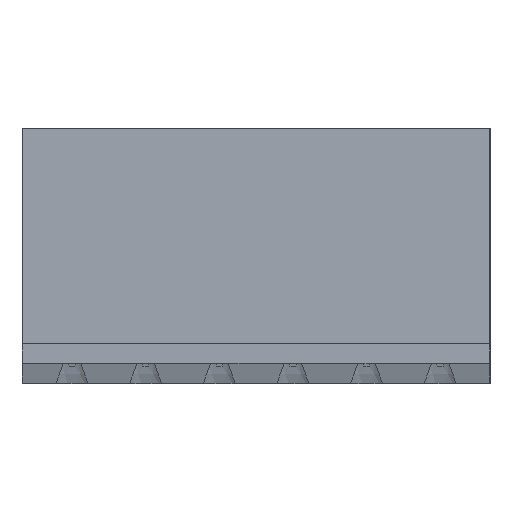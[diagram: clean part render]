
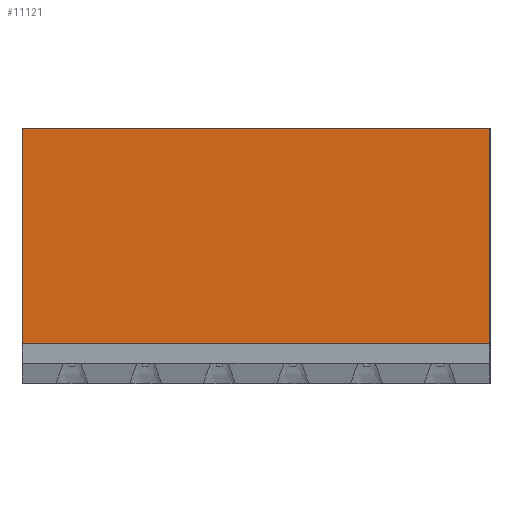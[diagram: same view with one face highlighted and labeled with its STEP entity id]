
A CAD part, top view. The second image highlights one B-rep face of the part: STEP entity #11121.
In plain terms, the highlighted planar face has unit normal (0, 0, 1).
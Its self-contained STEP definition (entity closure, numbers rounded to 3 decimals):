
#72 = CARTESIAN_POINT ( 'NONE',  ( 20.32, 0., 9.8 ) ) ;
#97 = CARTESIAN_POINT ( 'NONE',  ( 16.14, 0., 9.8 ) ) ;
#231 = EDGE_CURVE ( 'NONE', #1499, #9639, #18652, .T. ) ;
#1403 = VECTOR ( 'NONE', #1523, 1000. ) ;
#1499 = VERTEX_POINT ( 'NONE', #24375 ) ;
#1523 = DIRECTION ( 'NONE',  ( 0., 1., 0. ) ) ;
#2218 = DIRECTION ( 'NONE',  ( 0., -1., 0. ) ) ;
#3142 = DIRECTION ( 'NONE',  ( -1., 0., 0. ) ) ;
#3526 = EDGE_CURVE ( 'NONE', #1499, #11921, #5485, .T. ) ;
#3577 = VECTOR ( 'NONE', #17230, 1000. ) ;
#5203 = CARTESIAN_POINT ( 'NONE',  ( -16.14, 0., 9.8 ) ) ;
#5485 = LINE ( 'NONE', #15141, #20755 ) ;
#6191 = EDGE_CURVE ( 'NONE', #9639, #21963, #11944, .T. ) ;
#6378 = ORIENTED_EDGE ( 'NONE', *, *, #231, .T. ) ;
#7065 = CARTESIAN_POINT ( 'NONE',  ( -16.14, -14.876, 9.8 ) ) ;
#7679 = CARTESIAN_POINT ( 'NONE',  ( -16.14, -17.6, 9.8 ) ) ;
#8060 = DIRECTION ( 'NONE',  ( -1., 0., 0. ) ) ;
#8327 = ORIENTED_EDGE ( 'NONE', *, *, #3526, .F. ) ;
#9054 = ORIENTED_EDGE ( 'NONE', *, *, #20574, .F. ) ;
#9278 = VECTOR ( 'NONE', #8060, 1000. ) ;
#9639 = VERTEX_POINT ( 'NONE', #97 ) ;
#11121 = ADVANCED_FACE ( 'NONE', ( #22015 ), #20209, .F. ) ;
#11921 = VERTEX_POINT ( 'NONE', #7065 ) ;
#11944 = LINE ( 'NONE', #72, #9278 ) ;
#12548 = CARTESIAN_POINT ( 'NONE',  ( 20.32, -17.6, 9.8 ) ) ;
#14721 = EDGE_LOOP ( 'NONE', ( #9054, #8327, #6378, #17253 ) ) ;
#15141 = CARTESIAN_POINT ( 'NONE',  ( 23.089, -14.876, 9.8 ) ) ;
#16074 = DIRECTION ( 'NONE',  ( 0., 0., -1. ) ) ;
#17230 = DIRECTION ( 'NONE',  ( 0., 1., 0. ) ) ;
#17253 = ORIENTED_EDGE ( 'NONE', *, *, #6191, .T. ) ;
#17568 = LINE ( 'NONE', #7679, #1403 ) ;
#17734 = AXIS2_PLACEMENT_3D ( 'NONE', #12548, #16074, #2218 ) ;
#18652 = LINE ( 'NONE', #18905, #3577 ) ;
#18905 = CARTESIAN_POINT ( 'NONE',  ( 16.14, -17.6, 9.8 ) ) ;
#20209 = PLANE ( 'NONE',  #17734 ) ;
#20574 = EDGE_CURVE ( 'NONE', #11921, #21963, #17568, .T. ) ;
#20755 = VECTOR ( 'NONE', #3142, 1000. ) ;
#21963 = VERTEX_POINT ( 'NONE', #5203 ) ;
#22015 = FACE_OUTER_BOUND ( 'NONE', #14721, .T. ) ;
#24375 = CARTESIAN_POINT ( 'NONE',  ( 16.14, -14.876, 9.8 ) ) ;
